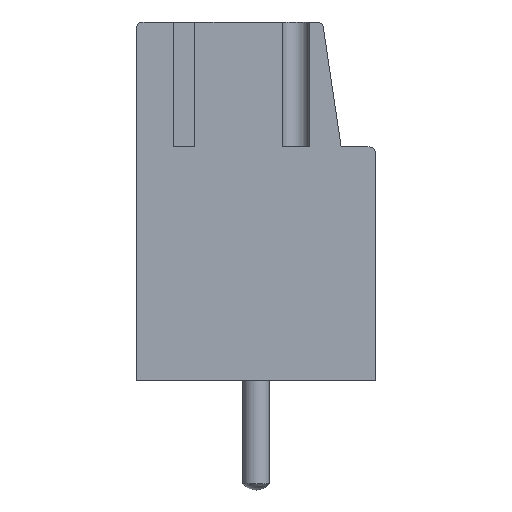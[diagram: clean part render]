
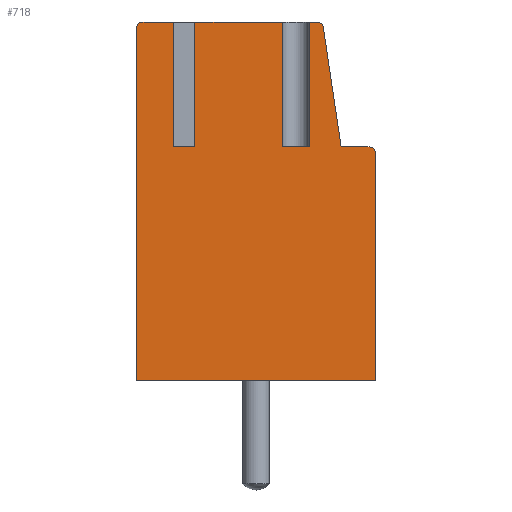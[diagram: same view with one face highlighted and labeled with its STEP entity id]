
A CAD part, left-side view. The second image highlights one B-rep face of the part: STEP entity #718.
In plain terms, the highlighted planar face has unit normal (-1, 0, 0).
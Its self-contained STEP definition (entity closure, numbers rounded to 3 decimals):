
#718=ADVANCED_FACE('',(#2738),#2740,.T.);
#2738=FACE_BOUND('',#2739,.T.);
#2739=EDGE_LOOP('',(#4451,#4452,#4453,#4454,#4455,#4456,#4457,#4458,#4459,#4460,
#4461,#4462,#4463,#4464,#4465,#4466,#4467));
#2740=PLANE('',#2741);
#2741=AXIS2_PLACEMENT_3D('',#2742,#2743,#2744);
#2742=CARTESIAN_POINT('',(-2.5,0.,0.));
#2743=DIRECTION('',(-1.,0.,0.));
#2744=DIRECTION('',(0.,0.,-1.));
#4451=ORIENTED_EDGE('',*,*,#5539,.T.);
#4452=ORIENTED_EDGE('',*,*,#5408,.T.);
#4453=ORIENTED_EDGE('',*,*,#5538,.T.);
#4454=ORIENTED_EDGE('',*,*,#5540,.T.);
#4455=ORIENTED_EDGE('',*,*,#5541,.T.);
#4456=ORIENTED_EDGE('',*,*,#5463,.T.);
#4457=ORIENTED_EDGE('',*,*,#5542,.T.);
#4458=ORIENTED_EDGE('',*,*,#5543,.T.);
#4459=ORIENTED_EDGE('',*,*,#5544,.T.);
#4460=ORIENTED_EDGE('',*,*,#5545,.T.);
#4461=ORIENTED_EDGE('',*,*,#5414,.T.);
#4462=ORIENTED_EDGE('',*,*,#5546,.T.);
#4463=ORIENTED_EDGE('',*,*,#5547,.T.);
#4464=ORIENTED_EDGE('',*,*,#5548,.T.);
#4465=ORIENTED_EDGE('',*,*,#5412,.T.);
#4466=ORIENTED_EDGE('',*,*,#5549,.T.);
#4467=ORIENTED_EDGE('',*,*,#5550,.T.);
#5408=EDGE_CURVE('',#6031,#6029,#6032,.T.);
#5412=EDGE_CURVE('',#6039,#6037,#6040,.T.);
#5414=EDGE_CURVE('',#6043,#6041,#6044,.T.);
#5463=EDGE_CURVE('',#6137,#6135,#6138,.T.);
#5538=EDGE_CURVE('',#6029,#6266,#6268,.T.);
#5539=EDGE_CURVE('',#6269,#6031,#6270,.F.);
#5540=EDGE_CURVE('',#6266,#6271,#6272,.T.);
#5541=EDGE_CURVE('',#6271,#6137,#6273,.T.);
#5542=EDGE_CURVE('',#6135,#6274,#6275,.T.);
#5543=EDGE_CURVE('',#6274,#6276,#6277,.T.);
#5544=EDGE_CURVE('',#6276,#6278,#6279,.T.);
#5545=EDGE_CURVE('',#6278,#6043,#6280,.T.);
#5546=EDGE_CURVE('',#6041,#6281,#6282,.F.);
#5547=EDGE_CURVE('',#6281,#6283,#6284,.T.);
#5548=EDGE_CURVE('',#6283,#6039,#6285,.T.);
#5549=EDGE_CURVE('',#6037,#6286,#6287,.F.);
#5550=EDGE_CURVE('',#6286,#6269,#6288,.T.);
#6029=VERTEX_POINT('',#7069);
#6031=VERTEX_POINT('',#7073);
#6032=LINE('',#7074,#7075);
#6037=VERTEX_POINT('',#7085);
#6039=VERTEX_POINT('',#7089);
#6040=LINE('',#7090,#7091);
#6041=VERTEX_POINT('',#7093);
#6043=VERTEX_POINT('',#7098);
#6044=LINE('',#7099,#7100);
#6135=VERTEX_POINT('',#7297);
#6137=VERTEX_POINT('',#7301);
#6138=LINE('',#7302,#7303);
#6266=VERTEX_POINT('',#7585);
#6268=CIRCLE('',#7589,0.25);
#6269=VERTEX_POINT('',#7593);
#6270=LINE('',#7594,#7595);
#6271=VERTEX_POINT('',#7597);
#6272=LINE('',#7598,#7599);
#6273=LINE('',#7601,#7602);
#6274=VERTEX_POINT('',#7604);
#6275=CIRCLE('',#7605,0.25);
#6276=VERTEX_POINT('',#7609);
#6277=LINE('',#7610,#7611);
#6278=VERTEX_POINT('',#7613);
#6279=LINE('',#7614,#7615);
#6280=CIRCLE('',#7617,0.25);
#6281=VERTEX_POINT('',#7621);
#6282=LINE('',#7622,#7623);
#6283=VERTEX_POINT('',#7625);
#6284=LINE('',#7626,#7627);
#6285=LINE('',#7629,#7630);
#6286=VERTEX_POINT('',#7632);
#6287=LINE('',#7633,#7634);
#6288=LINE('',#7636,#7637);
#7069=CARTESIAN_POINT('',(-2.5,4.25,13.5));
#7073=CARTESIAN_POINT('',(-2.5,3.1,13.5));
#7074=CARTESIAN_POINT('',(-2.5,3.1,13.5));
#7075=VECTOR('',#7076,1.);
#7076=DIRECTION('',(0.,1.,0.));
#7085=CARTESIAN_POINT('',(-2.5,2.3,13.5));
#7089=CARTESIAN_POINT('',(-2.5,-1.,13.5));
#7090=CARTESIAN_POINT('',(-2.5,-1.,13.5));
#7091=VECTOR('',#7092,1.);
#7092=DIRECTION('',(0.,1.,0.));
#7093=CARTESIAN_POINT('',(-2.5,-2.,13.5));
#7098=CARTESIAN_POINT('',(-2.5,-2.284,13.5));
#7099=CARTESIAN_POINT('',(-2.5,-2.284,13.5));
#7100=VECTOR('',#7101,1.);
#7101=DIRECTION('',(0.,1.,0.));
#7297=CARTESIAN_POINT('',(-2.5,-4.5,8.55));
#7301=CARTESIAN_POINT('',(-2.5,-4.5,0.));
#7302=CARTESIAN_POINT('',(-2.5,-4.5,0.));
#7303=VECTOR('',#7304,1.);
#7304=DIRECTION('',(0.,0.,1.));
#7585=CARTESIAN_POINT('',(-2.5,4.5,13.25));
#7589=AXIS2_PLACEMENT_3D('',#7590,#7591,#7592);
#7590=CARTESIAN_POINT('',(-2.5,4.25,13.25));
#7591=DIRECTION('',(-1.,-0.,-0.));
#7592=DIRECTION('',(0.,0.,1.));
#7593=CARTESIAN_POINT('',(-2.5,3.1,8.8));
#7594=CARTESIAN_POINT('',(-2.5,3.1,13.5));
#7595=VECTOR('',#7596,1.);
#7596=DIRECTION('',(0.,0.,-1.));
#7597=CARTESIAN_POINT('',(-2.5,4.5,0.));
#7598=CARTESIAN_POINT('',(-2.5,4.5,13.25));
#7599=VECTOR('',#7600,1.);
#7600=DIRECTION('',(0.,0.,-1.));
#7601=CARTESIAN_POINT('',(-2.5,4.5,0.));
#7602=VECTOR('',#7603,1.);
#7603=DIRECTION('',(0.,-1.,0.));
#7604=CARTESIAN_POINT('',(-2.5,-4.25,8.8));
#7605=AXIS2_PLACEMENT_3D('',#7606,#7607,#7608);
#7606=CARTESIAN_POINT('',(-2.5,-4.25,8.55));
#7607=DIRECTION('',(-1.,-0.,-0.));
#7608=DIRECTION('',(0.,-1.,0.));
#7609=CARTESIAN_POINT('',(-2.5,-3.2,8.8));
#7610=CARTESIAN_POINT('',(-2.5,-4.25,8.8));
#7611=VECTOR('',#7612,1.);
#7612=DIRECTION('',(0.,1.,0.));
#7613=CARTESIAN_POINT('',(-2.5,-2.532,13.287));
#7614=CARTESIAN_POINT('',(-2.5,-3.2,8.8));
#7615=VECTOR('',#7616,1.);
#7616=DIRECTION('',(0.,0.147,0.989));
#7617=AXIS2_PLACEMENT_3D('',#7618,#7619,#7620);
#7618=CARTESIAN_POINT('',(-2.5,-2.284,13.25));
#7619=DIRECTION('',(-1.,-0.,-0.));
#7620=DIRECTION('',(0.,-0.989,0.147));
#7621=CARTESIAN_POINT('',(-2.5,-2.,8.8));
#7622=CARTESIAN_POINT('',(-2.5,-2.,8.8));
#7623=VECTOR('',#7624,1.);
#7624=DIRECTION('',(0.,0.,1.));
#7625=CARTESIAN_POINT('',(-2.5,-1.,8.8));
#7626=CARTESIAN_POINT('',(-2.5,-2.,8.8));
#7627=VECTOR('',#7628,1.);
#7628=DIRECTION('',(0.,1.,0.));
#7629=CARTESIAN_POINT('',(-2.5,-1.,8.8));
#7630=VECTOR('',#7631,1.);
#7631=DIRECTION('',(0.,0.,1.));
#7632=CARTESIAN_POINT('',(-2.5,2.3,8.8));
#7633=CARTESIAN_POINT('',(-2.5,2.3,8.8));
#7634=VECTOR('',#7635,1.);
#7635=DIRECTION('',(0.,0.,1.));
#7636=CARTESIAN_POINT('',(-2.5,2.3,8.8));
#7637=VECTOR('',#7638,1.);
#7638=DIRECTION('',(0.,1.,0.));
